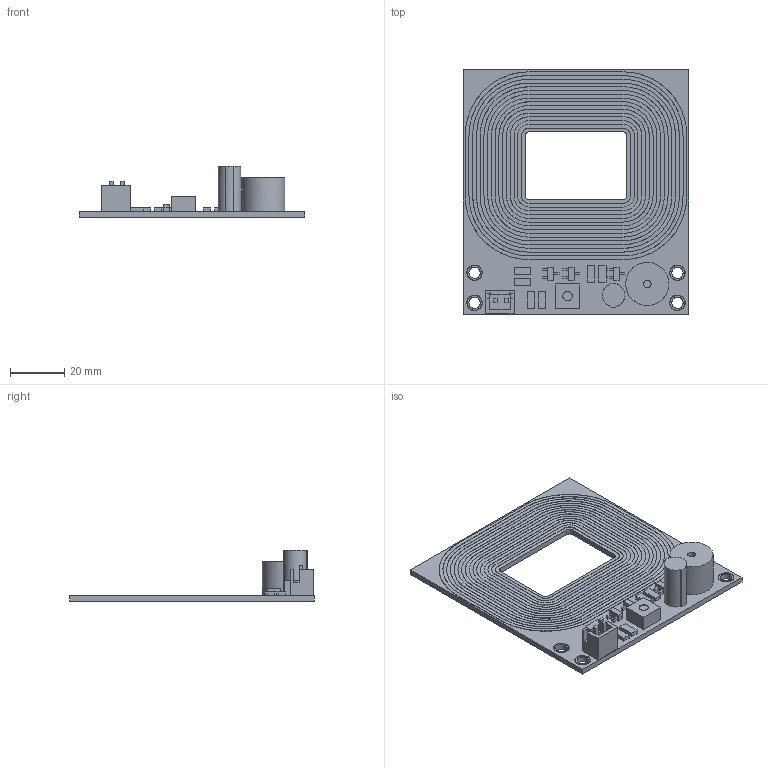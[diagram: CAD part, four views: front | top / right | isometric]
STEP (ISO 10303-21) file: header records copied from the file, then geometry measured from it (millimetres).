
FILE_DESCRIPTION(('FreeCAD Model'),'2;1');
FILE_NAME('Open CASCADE Shape Model','2025-05-02T05:12:44',('FreeCAD'),( 'FreeCAD'),'Open CASCADE STEP processor 7.6','FreeCAD','Unknown');
FILE_SCHEMA(('AUTOMOTIVE_DESIGN { 1 0 10303 214 1 1 1 1 }'));
Length unit declared in the file: millimetre
Products named in the file (1): Open CASCADE STEP translator 7.6 1
Bounding box: 82.77 x 89.67 x 18.76 mm (x, y, z)
Volume: 18455 mm3; surface area: 17459.6 mm2
Topology: 8 solids, 8 shells, 474 faces, 1215 edges, 810 vertices
Faces by surface type: bspline 474
Entity records: 13311 total; most frequent: CARTESIAN_POINT 6041, ORIENTED_EDGE 2430, EDGE_CURVE 1215, B_SPLINE_CURVE_WITH_KNOTS 913, VERTEX_POINT 810, FACE_BOUND 537, EDGE_LOOP 537, ADVANCED_FACE 474
